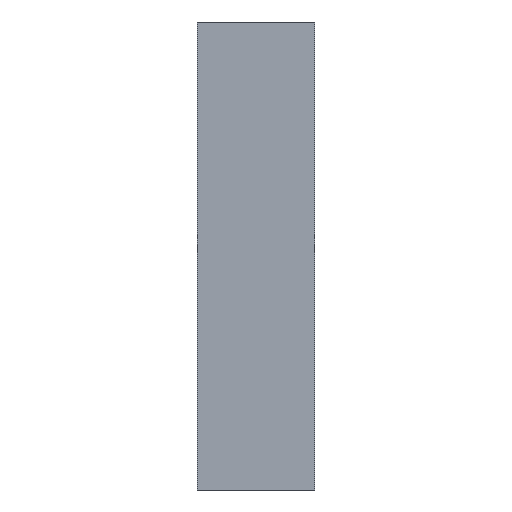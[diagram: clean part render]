
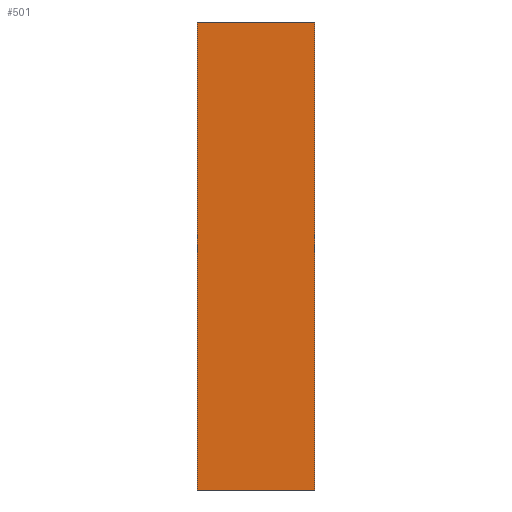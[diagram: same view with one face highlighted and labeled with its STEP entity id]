
A CAD part, front view. The second image highlights one B-rep face of the part: STEP entity #501.
In plain terms, the highlighted planar face has unit normal (0, -1, 0).
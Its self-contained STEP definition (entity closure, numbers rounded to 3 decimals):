
#119=DIRECTION('',(1.,0.,0.));
#120=VECTOR('',#119,25.);
#121=CARTESIAN_POINT('',(-12.5,-3.81,-50.));
#122=LINE('',#121,#120);
#224=DIRECTION('',(0.,0.,1.));
#225=VECTOR('',#224,100.);
#226=CARTESIAN_POINT('',(12.5,-3.81,-50.));
#227=LINE('',#226,#225);
#245=DIRECTION('',(0.,0.,1.));
#246=VECTOR('',#245,100.);
#247=CARTESIAN_POINT('',(-12.5,-3.81,-50.));
#248=LINE('',#247,#246);
#257=DIRECTION('',(1.,0.,0.));
#258=VECTOR('',#257,25.);
#259=CARTESIAN_POINT('',(-12.5,-3.81,50.));
#260=LINE('',#259,#258);
#278=CARTESIAN_POINT('',(-12.5,-3.81,-50.));
#280=VERTEX_POINT('',#278);
#281=CARTESIAN_POINT('',(12.5,-3.81,-50.));
#282=VERTEX_POINT('',#281);
#285=CARTESIAN_POINT('',(-12.5,-3.81,50.));
#286=CARTESIAN_POINT('',(12.5,-3.81,50.));
#287=VERTEX_POINT('',#285);
#288=VERTEX_POINT('',#286);
#489=CARTESIAN_POINT('',(-12.5,-3.81,-50.));
#490=DIRECTION('',(0.,-1.,0.));
#491=DIRECTION('',(1.,0.,0.));
#492=AXIS2_PLACEMENT_3D('',#489,#490,#491);
#493=PLANE('',#492);
#494=ORIENTED_EDGE('',*,*,#336,.F.);
#495=ORIENTED_EDGE('',*,*,#362,.T.);
#497=ORIENTED_EDGE('',*,*,#496,.T.);
#498=ORIENTED_EDGE('',*,*,#474,.F.);
#499=EDGE_LOOP('',(#494,#495,#497,#498));
#500=FACE_OUTER_BOUND('',#499,.F.);
#336=EDGE_CURVE('',#280,#282,#122,.T.);
#362=EDGE_CURVE('',#280,#287,#248,.T.);
#474=EDGE_CURVE('',#282,#288,#227,.T.);
#496=EDGE_CURVE('',#287,#288,#260,.T.);
#501=ADVANCED_FACE('',(#500),#493,.T.);
